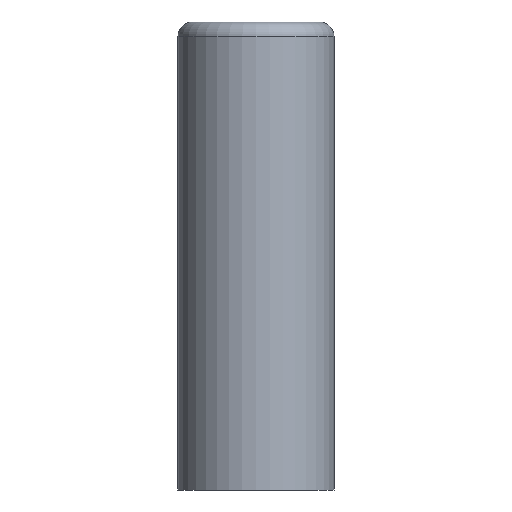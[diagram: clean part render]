
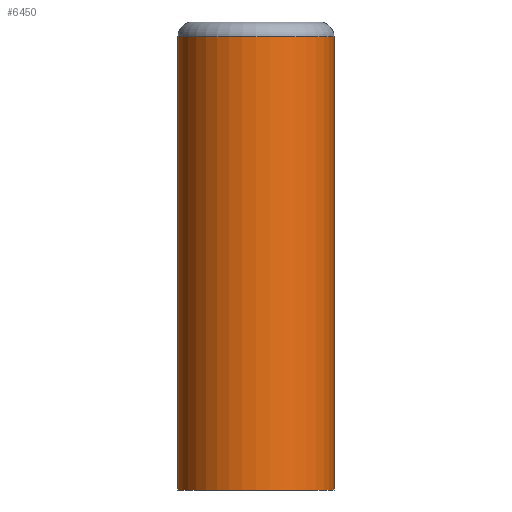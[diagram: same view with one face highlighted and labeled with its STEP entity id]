
A CAD part, left-side view. The second image highlights one B-rep face of the part: STEP entity #6450.
In plain terms, the highlighted cylindrical face has radius 4 mm (diameter 8 mm), a partial arc.
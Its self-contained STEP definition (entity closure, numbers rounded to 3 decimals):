
#100=CARTESIAN_POINT('',(-8.,4.,0.));
#110=VERTEX_POINT('',#100);
#160=CARTESIAN_POINT('',(-8.,0.,0.));
#170=DIRECTION('',(0.,0.,1.));
#180=DIRECTION('',(1.,0.,0.));
#190=AXIS2_PLACEMENT_3D('',#160,#170,#180);
#200=CIRCLE('',#190,4.);
#210=CARTESIAN_POINT('',(-8.,-4.,0.));
#220=VERTEX_POINT('',#210);
#230=EDGE_CURVE('',#110,#220,#200,.T.);
#5950=CARTESIAN_POINT('',(-8.,4.,0.));
#5960=DIRECTION('',(0.,0.,1.));
#5970=VECTOR('',#5960,1.);
#5980=LINE('',#5950,#5970);
#5990=CARTESIAN_POINT('',(-8.,4.,23.25));
#6000=VERTEX_POINT('',#5990);
#6010=EDGE_CURVE('',#110,#6000,#5980,.T.);
#6210=CARTESIAN_POINT('',(-8.,0.,0.));
#6220=DIRECTION('',(0.,0.,1.));
#6230=DIRECTION('',(1.,0.,0.));
#6240=AXIS2_PLACEMENT_3D('',#6210,#6220,#6230);
#6250=CYLINDRICAL_SURFACE('',#6240,4.);
#6260=CARTESIAN_POINT('',(-8.,-4.,0.));
#6270=DIRECTION('',(0.,0.,1.));
#6280=VECTOR('',#6270,1.);
#6290=LINE('',#6260,#6280);
#6300=CARTESIAN_POINT('',(-8.,-4.,23.25));
#6310=VERTEX_POINT('',#6300);
#6320=EDGE_CURVE('',#220,#6310,#6290,.T.);
#6330=ORIENTED_EDGE('',*,*,#6320,.T.);
#6340=ORIENTED_EDGE('',*,*,#230,.T.);
#6350=ORIENTED_EDGE('',*,*,#6010,.F.);
#6360=CARTESIAN_POINT('',(-8.,0.,23.25));
#6370=DIRECTION('',(0.,0.,1.));
#6380=DIRECTION('',(1.,0.,0.));
#6390=AXIS2_PLACEMENT_3D('',#6360,#6370,#6380);
#6400=CIRCLE('',#6390,4.);
#6410=EDGE_CURVE('',#6000,#6310,#6400,.T.);
#6420=ORIENTED_EDGE('',*,*,#6410,.F.);
#6430=EDGE_LOOP('',(#6420,#6350,#6340,#6330));
#6440=FACE_OUTER_BOUND('',#6430,.T.);
#6450=ADVANCED_FACE('',(#6440),#6250,.T.);
